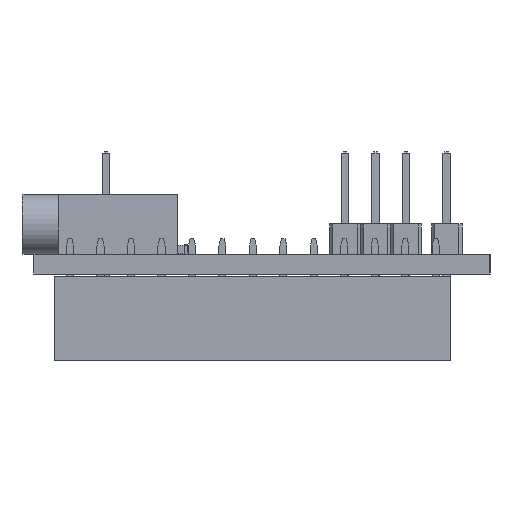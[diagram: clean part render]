
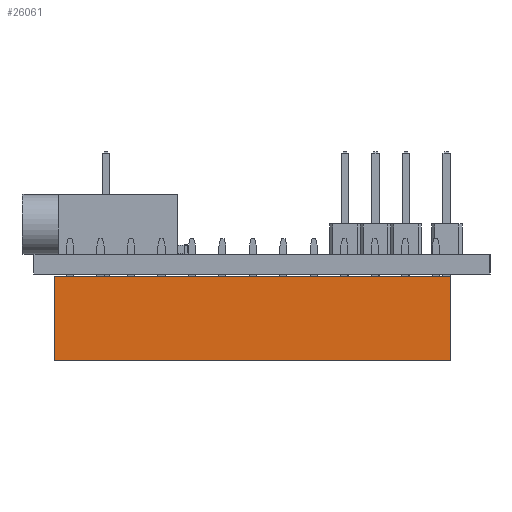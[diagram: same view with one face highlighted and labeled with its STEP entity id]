
A CAD part, left-side view. The second image highlights one B-rep face of the part: STEP entity #26061.
In plain terms, the highlighted face is planar.
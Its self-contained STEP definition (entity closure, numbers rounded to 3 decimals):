
#26061 = ADVANCED_FACE('',(#26062),#26096,.F.);
#26062 = FACE_BOUND('',#26063,.F.);
#26063 = EDGE_LOOP('',(#26064,#26074,#26082,#26090));
#26064 = ORIENTED_EDGE('',*,*,#26065,.T.);
#26065 = EDGE_CURVE('',#26066,#26068,#26070,.T.);
#26066 = VERTEX_POINT('',#26067);
#26067 = CARTESIAN_POINT('',(1.27,-31.75,0.));
#26068 = VERTEX_POINT('',#26069);
#26069 = CARTESIAN_POINT('',(1.27,-31.75,7.));
#26070 = LINE('',#26071,#26072);
#26071 = CARTESIAN_POINT('',(1.27,-31.75,0.));
#26072 = VECTOR('',#26073,1.);
#26073 = DIRECTION('',(0.,0.,1.));
#26074 = ORIENTED_EDGE('',*,*,#26075,.T.);
#26075 = EDGE_CURVE('',#26068,#26076,#26078,.T.);
#26076 = VERTEX_POINT('',#26077);
#26077 = CARTESIAN_POINT('',(1.27,1.27,7.));
#26078 = LINE('',#26079,#26080);
#26079 = CARTESIAN_POINT('',(1.27,-31.75,7.));
#26080 = VECTOR('',#26081,1.);
#26081 = DIRECTION('',(0.,1.,0.));
#26082 = ORIENTED_EDGE('',*,*,#26083,.F.);
#26083 = EDGE_CURVE('',#26084,#26076,#26086,.T.);
#26084 = VERTEX_POINT('',#26085);
#26085 = CARTESIAN_POINT('',(1.27,1.27,0.));
#26086 = LINE('',#26087,#26088);
#26087 = CARTESIAN_POINT('',(1.27,1.27,0.));
#26088 = VECTOR('',#26089,1.);
#26089 = DIRECTION('',(0.,0.,1.));
#26090 = ORIENTED_EDGE('',*,*,#26091,.F.);
#26091 = EDGE_CURVE('',#26066,#26084,#26092,.T.);
#26092 = LINE('',#26093,#26094);
#26093 = CARTESIAN_POINT('',(1.27,-31.75,0.));
#26094 = VECTOR('',#26095,1.);
#26095 = DIRECTION('',(0.,1.,0.));
#26096 = PLANE('',#26097);
#26097 = AXIS2_PLACEMENT_3D('',#26098,#26099,#26100);
#26098 = CARTESIAN_POINT('',(1.27,-31.75,0.));
#26099 = DIRECTION('',(-1.,0.,0.));
#26100 = DIRECTION('',(0.,1.,0.));
